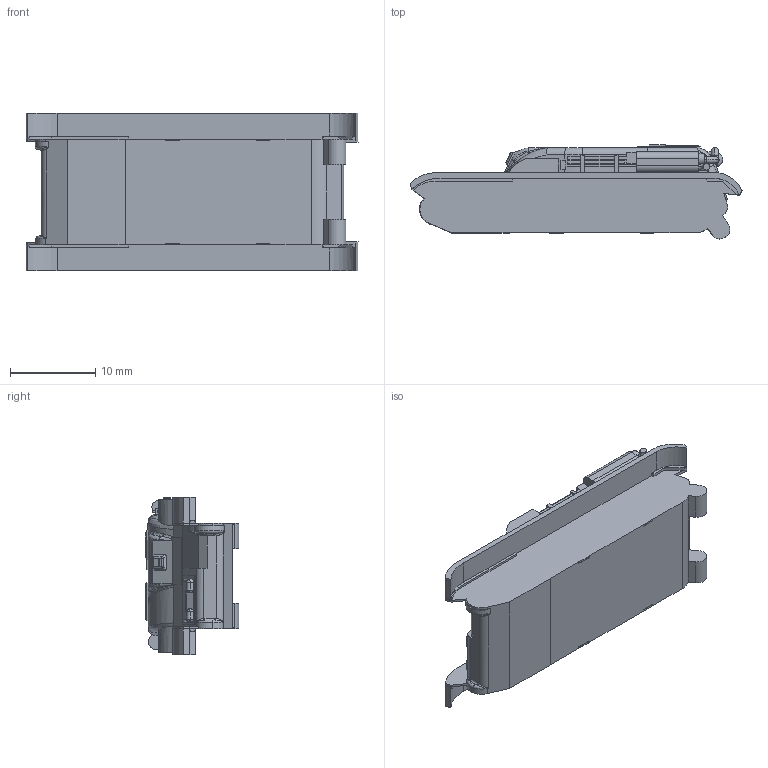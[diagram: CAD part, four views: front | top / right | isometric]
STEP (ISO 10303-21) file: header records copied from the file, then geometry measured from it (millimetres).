
FILE_DESCRIPTION((''),'2;1');
FILE_NAME('R35','2017-06-23T',('User'),(''),'CREO PARAMETRIC BY PTC INC, 2015380','CREO PARAMETRIC BY PTC INC, 2015380','');
FILE_SCHEMA(('CONFIG_CONTROL_DESIGN'));
Length unit declared in the file: millimetre
Products named in the file (1): R35
Bounding box: 38.87 x 10.99 x 18.4 mm (x, y, z)
Volume: 3886.9 mm3; surface area: 2584.2 mm2
Topology: 1 solids, 5 shells, 627 faces, 1741 edges, 1130 vertices
Faces by surface type: plane 434, cylinder 117, bspline 52, torus 18, sphere 4, cone 2
Entity records: 22961 total; most frequent: CARTESIAN_POINT 7276, ORIENTED_EDGE 3474, DIRECTION 2926, EDGE_CURVE 1737, VECTOR 1208, LINE 1208, VERTEX_POINT 1130, AXIS2_PLACEMENT_3D 859
